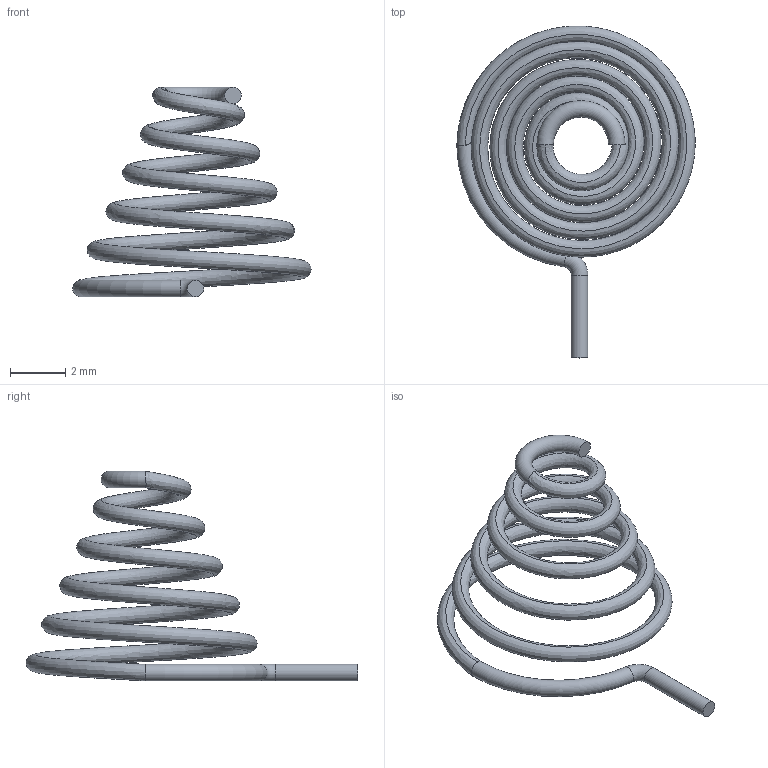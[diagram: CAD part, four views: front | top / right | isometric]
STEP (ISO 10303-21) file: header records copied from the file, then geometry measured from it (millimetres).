
FILE_DESCRIPTION(/* description */ (''),/* implementation_level */ '2;1');
FILE_NAME(/* name */ 'keystone-PN243 v1.step',/* time_stamp */ '2020-02-14T16:25:20+09:00',/* author */ (''),/* organization */ (''),/* preprocessor_version */ 'ST-DEVELOPER v18',/* originating_system */ 'Autodesk Translation Framework v8.12.0.6',/* authorisation */ '');
FILE_SCHEMA (('AUTOMOTIVE_DESIGN { 1 0 10303 214 3 1 1 }'));
Length unit declared in the file: millimetre
Products named in the file (1): keystone-PN243
Bounding box: 8.64 x 12.03 x 7.6 mm (x, y, z)
Volume: 27.2 mm3; surface area: 183.7 mm2
Topology: 1 solids, 1 shells, 8 faces, 23 edges, 17 vertices
Faces by surface type: torus 3, plane 2, bspline 2, cylinder 1
Full cylindrical faces by diameter (mm): 0.6 x1
Entity records: 2145 total; most frequent: CARTESIAN_POINT 1883, DIRECTION 51, ORIENTED_EDGE 46, AXIS2_PLACEMENT_3D 25, EDGE_CURVE 23, CIRCLE 18, VERTEX_POINT 17, FACE_OUTER_BOUND 8
